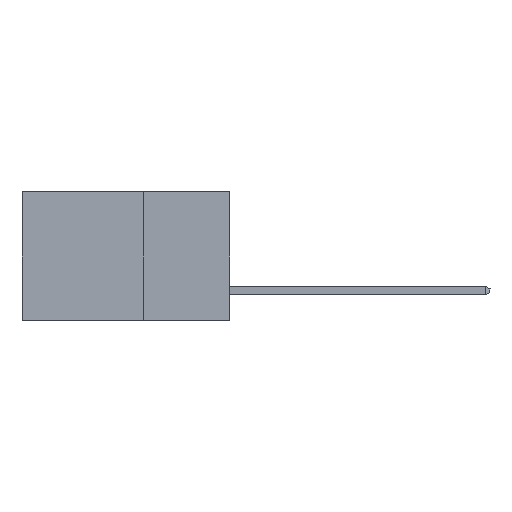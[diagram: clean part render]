
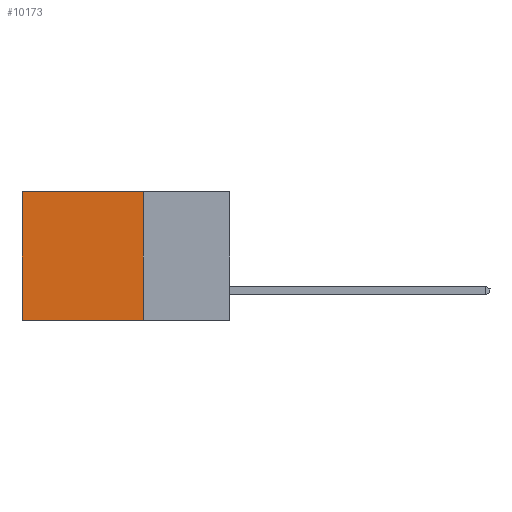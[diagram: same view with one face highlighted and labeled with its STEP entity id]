
A CAD part, left-side view. The second image highlights one B-rep face of the part: STEP entity #10173.
In plain terms, the highlighted planar face has unit normal (-1, 0, 0).
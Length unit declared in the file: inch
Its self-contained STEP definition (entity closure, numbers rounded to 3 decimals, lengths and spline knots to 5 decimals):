
#796 = CARTESIAN_POINT ( 'NONE',  ( 0.2615, 0.25, 0. ) ) ;
#980 = EDGE_CURVE ( 'NONE', #9290, #12172, #4213, .T. ) ;
#1190 = CARTESIAN_POINT ( 'NONE',  ( 0.2615, 0.25, -0.37 ) ) ;
#1360 = DIRECTION ( 'NONE',  ( 1., 0., 0. ) ) ;
#1378 = DIRECTION ( 'NONE',  ( 0., 0., -1. ) ) ;
#1739 = VECTOR ( 'NONE', #10227, 39.37008 ) ;
#1825 = LINE ( 'NONE', #796, #9502 ) ;
#2060 = ORIENTED_EDGE ( 'NONE', *, *, #980, .F. ) ;
#2255 = EDGE_CURVE ( 'NONE', #10604, #12172, #12446, .T. ) ;
#3179 = CARTESIAN_POINT ( 'NONE',  ( 0.2615, 0.6, -0.37 ) ) ;
#4213 = LINE ( 'NONE', #1190, #9724 ) ;
#4755 = ORIENTED_EDGE ( 'NONE', *, *, #11437, .F. ) ;
#6277 = ORIENTED_EDGE ( 'NONE', *, *, #2255, .T. ) ;
#6469 = VECTOR ( 'NONE', #1378, 39.37008 ) ;
#7542 = CARTESIAN_POINT ( 'NONE',  ( 0.2615, 0.25, 0. ) ) ;
#7612 = CARTESIAN_POINT ( 'NONE',  ( 0.2615, 0.25, -0.37 ) ) ;
#7849 = VERTEX_POINT ( 'NONE', #7542 ) ;
#7976 = CARTESIAN_POINT ( 'NONE',  ( 0.2615, 0.6, -0.37 ) ) ;
#8348 = EDGE_LOOP ( 'NONE', ( #6277, #2060, #4755, #8809 ) ) ;
#8809 = ORIENTED_EDGE ( 'NONE', *, *, #10810, .T. ) ;
#8845 = CARTESIAN_POINT ( 'NONE',  ( 0.2615, 0.25, -0.37 ) ) ;
#9290 = VERTEX_POINT ( 'NONE', #7612 ) ;
#9502 = VECTOR ( 'NONE', #12418, 39.37008 ) ;
#9616 = DIRECTION ( 'NONE',  ( 0., 1., 0. ) ) ;
#9724 = VECTOR ( 'NONE', #9616, 39.37008 ) ;
#10059 = CARTESIAN_POINT ( 'NONE',  ( 0.2615, 0.6, 0. ) ) ;
#10173 = ADVANCED_FACE ( 'NONE', ( #11029 ), #10813, .F. ) ;
#10227 = DIRECTION ( 'NONE',  ( 0., 0., -1. ) ) ;
#10604 = VERTEX_POINT ( 'NONE', #10059 ) ;
#10787 = AXIS2_PLACEMENT_3D ( 'NONE', #8845, #1360, #12011 ) ;
#10810 = EDGE_CURVE ( 'NONE', #7849, #10604, #1825, .T. ) ;
#10813 = PLANE ( 'NONE',  #10787 ) ;
#11029 = FACE_OUTER_BOUND ( 'NONE', #8348, .T. ) ;
#11437 = EDGE_CURVE ( 'NONE', #7849, #9290, #11816, .T. ) ;
#11816 = LINE ( 'NONE', #13063, #6469 ) ;
#12011 = DIRECTION ( 'NONE',  ( 0., 0., -1. ) ) ;
#12172 = VERTEX_POINT ( 'NONE', #3179 ) ;
#12418 = DIRECTION ( 'NONE',  ( 0., 1., 0. ) ) ;
#12446 = LINE ( 'NONE', #7976, #1739 ) ;
#13063 = CARTESIAN_POINT ( 'NONE',  ( 0.2615, 0.25, -0.37 ) ) ;
